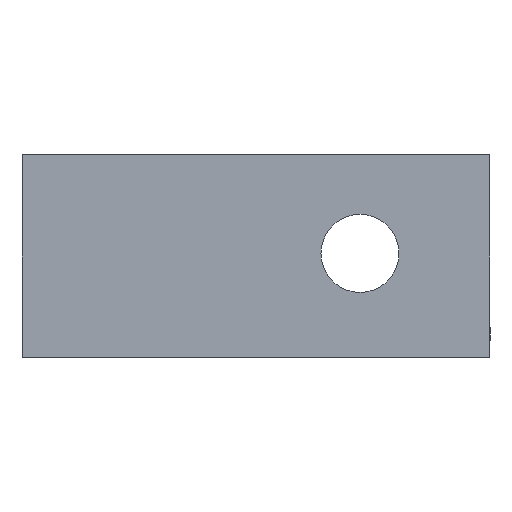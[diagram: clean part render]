
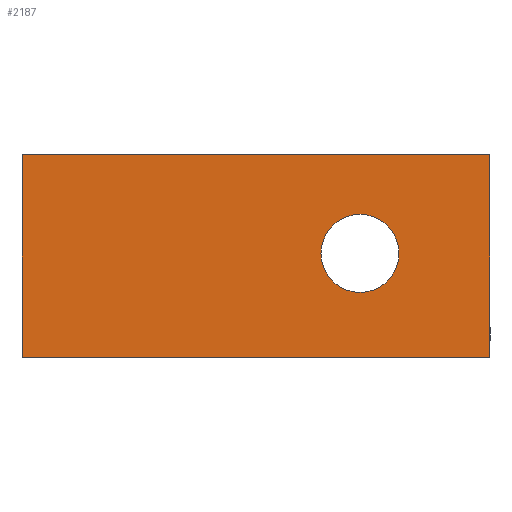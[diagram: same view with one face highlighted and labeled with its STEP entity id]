
A CAD part, front view. The second image highlights one B-rep face of the part: STEP entity #2187.
In plain terms, the highlighted face is planar.
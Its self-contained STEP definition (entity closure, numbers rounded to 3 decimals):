
#16 = DIRECTION ( 'NONE',  ( 0., 0., -1. ) ) ;
#55 = ORIENTED_EDGE ( 'NONE', *, *, #369, .F. ) ;
#91 = DIRECTION ( 'NONE',  ( 0., 0., -1. ) ) ;
#93 = EDGE_CURVE ( 'NONE', #2375, #472, #102, .T. ) ;
#102 = LINE ( 'NONE', #2276, #478 ) ;
#113 = CARTESIAN_POINT ( 'NONE',  ( 188., 413.965, -1. ) ) ;
#253 = EDGE_LOOP ( 'NONE', ( #55, #946 ) ) ;
#284 = CARTESIAN_POINT ( 'NONE',  ( 98., 413.965, -3. ) ) ;
#298 = AXIS2_PLACEMENT_3D ( 'NONE', #284, #1204, #1005 ) ;
#301 = LINE ( 'NONE', #616, #2168 ) ;
#334 = EDGE_CURVE ( 'NONE', #472, #2324, #1433, .T. ) ;
#355 = CARTESIAN_POINT ( 'NONE',  ( 98., 413.965, -1. ) ) ;
#369 = EDGE_CURVE ( 'NONE', #1902, #1801, #421, .T. ) ;
#421 = CIRCLE ( 'NONE', #669, 7.5 ) ;
#472 = VERTEX_POINT ( 'NONE', #544 ) ;
#478 = VECTOR ( 'NONE', #16, 1000. ) ;
#544 = CARTESIAN_POINT ( 'NONE',  ( 188., 413.965, -40. ) ) ;
#616 = CARTESIAN_POINT ( 'NONE',  ( 98., 413.965, -1. ) ) ;
#664 = VERTEX_POINT ( 'NONE', #355 ) ;
#669 = AXIS2_PLACEMENT_3D ( 'NONE', #2213, #1512, #2417 ) ;
#684 = AXIS2_PLACEMENT_3D ( 'NONE', #862, #1403, #1591 ) ;
#829 = PLANE ( 'NONE',  #298 ) ;
#834 = CARTESIAN_POINT ( 'NONE',  ( 0., 413.965, -40. ) ) ;
#837 = FACE_OUTER_BOUND ( 'NONE', #2381, .T. ) ;
#862 = CARTESIAN_POINT ( 'NONE',  ( 163., 413.965, -21. ) ) ;
#946 = ORIENTED_EDGE ( 'NONE', *, *, #2302, .F. ) ;
#948 = ORIENTED_EDGE ( 'NONE', *, *, #1124, .F. ) ;
#1005 = DIRECTION ( 'NONE',  ( 0., 0., -1. ) ) ;
#1029 = DIRECTION ( 'NONE',  ( -1., 0., 0. ) ) ;
#1115 = CARTESIAN_POINT ( 'NONE',  ( 163., 413.965, -13.5 ) ) ;
#1124 = EDGE_CURVE ( 'NONE', #2375, #664, #301, .T. ) ;
#1204 = DIRECTION ( 'NONE',  ( 0., -1., 0. ) ) ;
#1252 = VECTOR ( 'NONE', #1029, 1000. ) ;
#1347 = FACE_BOUND ( 'NONE', #253, .T. ) ;
#1403 = DIRECTION ( 'NONE',  ( 0., 1., 0. ) ) ;
#1411 = CARTESIAN_POINT ( 'NONE',  ( 98., 413.965, -40. ) ) ;
#1428 = ORIENTED_EDGE ( 'NONE', *, *, #334, .T. ) ;
#1433 = LINE ( 'NONE', #834, #1252 ) ;
#1464 = ORIENTED_EDGE ( 'NONE', *, *, #93, .T. ) ;
#1512 = DIRECTION ( 'NONE',  ( 0., 1., 0. ) ) ;
#1519 = LINE ( 'NONE', #1940, #2282 ) ;
#1591 = DIRECTION ( 'NONE',  ( 0., 0., -1. ) ) ;
#1801 = VERTEX_POINT ( 'NONE', #1992 ) ;
#1902 = VERTEX_POINT ( 'NONE', #1115 ) ;
#1926 = ORIENTED_EDGE ( 'NONE', *, *, #2241, .F. ) ;
#1927 = DIRECTION ( 'NONE',  ( -1., 0., 0. ) ) ;
#1940 = CARTESIAN_POINT ( 'NONE',  ( 98., 413.965, -3. ) ) ;
#1992 = CARTESIAN_POINT ( 'NONE',  ( 163., 413.965, -28.5 ) ) ;
#2133 = CIRCLE ( 'NONE', #684, 7.5 ) ;
#2168 = VECTOR ( 'NONE', #1927, 1000. ) ;
#2187 = ADVANCED_FACE ( 'NONE', ( #1347, #837 ), #829, .F. ) ;
#2213 = CARTESIAN_POINT ( 'NONE',  ( 163., 413.965, -21. ) ) ;
#2241 = EDGE_CURVE ( 'NONE', #664, #2324, #1519, .T. ) ;
#2276 = CARTESIAN_POINT ( 'NONE',  ( 188., 413.965, -3. ) ) ;
#2282 = VECTOR ( 'NONE', #91, 1000. ) ;
#2302 = EDGE_CURVE ( 'NONE', #1801, #1902, #2133, .T. ) ;
#2324 = VERTEX_POINT ( 'NONE', #1411 ) ;
#2375 = VERTEX_POINT ( 'NONE', #113 ) ;
#2381 = EDGE_LOOP ( 'NONE', ( #1464, #1428, #1926, #948 ) ) ;
#2417 = DIRECTION ( 'NONE',  ( 0., 0., -1. ) ) ;
